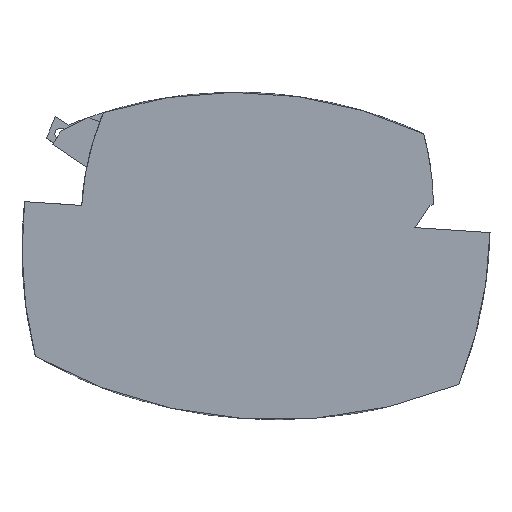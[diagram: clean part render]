
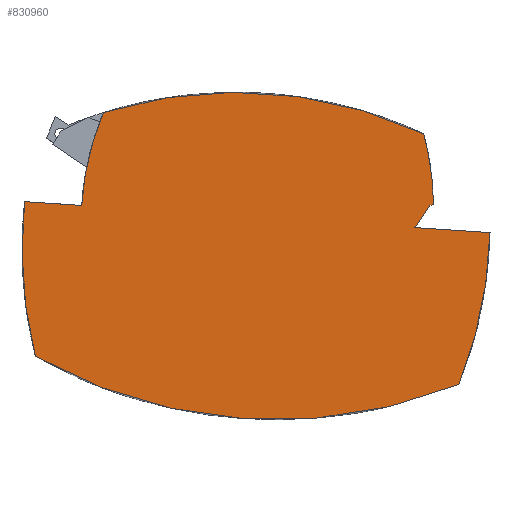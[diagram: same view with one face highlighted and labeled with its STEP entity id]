
A CAD part, left-side view. The second image highlights one B-rep face of the part: STEP entity #830960.
In plain terms, the highlighted face is planar.
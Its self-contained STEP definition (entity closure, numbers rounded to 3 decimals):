
#126070=CARTESIAN_POINT('',(64.15,-26.639,-24.45));
#126080=VERTEX_POINT('',#126070);
#126110=CARTESIAN_POINT('',(27.386,50.,-24.45));
#126120=DIRECTION('',(0.,0.,1.));
#126130=DIRECTION('',(1.,0.,0.));
#126140=AXIS2_PLACEMENT_3D('',#126110,#126120,#126130);
#126150=CIRCLE('',#126140,85.);
#126160=CARTESIAN_POINT('',(-9.377,-26.639,-24.45));
#126170=VERTEX_POINT('',#126160);
#126180=EDGE_CURVE('',#126170,#126080,#126150,.T.);
#155960=CARTESIAN_POINT('',(-0.408,16.316,-24.45))
;
#155970=VERTEX_POINT('',#155960);
#156000=CARTESIAN_POINT('',(27.386,-55.6,-24.45));
#156010=DIRECTION('',(0.,0.,-1.));
#156020=DIRECTION('',(1.,0.,0.));
#156030=AXIS2_PLACEMENT_3D('',#156000,#156010,#156020);
#156040=CIRCLE('',#156030,77.1);
#156050=CARTESIAN_POINT('',(55.181,16.316,-24.45));
#156060=VERTEX_POINT('',#156050);
#156070=EDGE_CURVE('',#155970,#156060,#156040,.T.);
#163580=CARTESIAN_POINT('',(57.886,0.,
-24.45));
#163590=VERTEX_POINT('',#163580);
#163620=CARTESIAN_POINT('',(-7.785,0.,
-24.45));
#163630=DIRECTION('',(1.,0.,0.));
#163640=VECTOR('',#163630,1.);
#163650=LINE('',#163620,#163640);
#163660=CARTESIAN_POINT('',(67.799,0.,
-24.45));
#163670=VERTEX_POINT('',#163660);
#163680=EDGE_CURVE('',#163590,#163670,#163650,.T.);
#169030=CARTESIAN_POINT('',(-8.135,-3.166,-24.45))
;
#169040=DIRECTION('',(0.,0.,-1.));
#169050=DIRECTION('',(1.,0.,0.));
#169060=AXIS2_PLACEMENT_3D('',#169030,#169040,#169050);
#169070=CIRCLE('',#169060,76.);
#169080=EDGE_CURVE('',#163670,#126080,#169070,.T.);
#342380=CARTESIAN_POINT('',(-2.945,4.2,-24.45));
#342390=VERTEX_POINT('',#342380);
#342420=CARTESIAN_POINT('',(46.886,0.092,-24.45))
;
#342430=DIRECTION('',(0.,0.,1.));
#342440=DIRECTION('',(1.,0.,0.));
#342450=AXIS2_PLACEMENT_3D('',#342420,#342430,#342440);
#342460=CIRCLE('',#342450,50.);
#342470=EDGE_CURVE('',#155970,#342390,#342460,.T.);
#342800=CARTESIAN_POINT('',(-7.785,5.724,-24.45));
#342810=DIRECTION('',(0.954,-0.3,
0.));
#342820=VECTOR('',#342810,1.);
#342830=LINE('',#342800,#342820);
#342840=CARTESIAN_POINT('',(-2.309,4.,-24.45));
#342850=VERTEX_POINT('',#342840);
#342860=EDGE_CURVE('',#342390,#342850,#342830,.T.);
#343110=CARTESIAN_POINT('',(8.918,-15.447,-24.45));
#343120=DIRECTION('',(0.5,-0.866,0.));
#343130=VECTOR('',#343120,1.);
#343140=LINE('',#343110,#343130);
#343150=CARTESIAN_POINT('',(0.,0.,
-24.45));
#343160=VERTEX_POINT('',#343150);
#343170=EDGE_CURVE('',#342850,#343160,#343140,.T.);
#343460=CARTESIAN_POINT('',(-13.027,0.,
-24.45));
#343470=VERTEX_POINT('',#343460);
#343500=CARTESIAN_POINT('',(-7.785,0.,
-24.45));
#343510=DIRECTION('',(-1.,0.,0.));
#343520=VECTOR('',#343510,1.);
#343530=LINE('',#343500,#343520);
#343540=EDGE_CURVE('',#343160,#343470,#343530,.T.);
#348770=CARTESIAN_POINT('',(62.908,-3.166,-24.45));
#348780=DIRECTION('',(0.,0.,1.));
#348790=DIRECTION('',(1.,0.,0.));
#348800=AXIS2_PLACEMENT_3D('',#348770,#348780,#348790);
#348810=CIRCLE('',#348800,76.);
#348820=EDGE_CURVE('',#343470,#126170,#348810,.T.);
#830730=CARTESIAN_POINT('',(-6.098,-1.516,-24.45))
;
#830740=DIRECTION('',(0.,0.,-1.));
#830750=DIRECTION('',(-0.707,0.707,
0.));
#830760=AXIS2_PLACEMENT_3D('',#830730,#830740,#830750);
#830770=PLANE('',#830760);
#830780=ORIENTED_EDGE('',*,*,#169080,.T.);
#830790=ORIENTED_EDGE('',*,*,#163680,.T.);
#830800=CARTESIAN_POINT('',(7.887,0.092,-24.45))
;
#830810=DIRECTION('',(0.,0.,-1.));
#830820=DIRECTION('',(1.,0.,0.));
#830830=AXIS2_PLACEMENT_3D('',#830800,#830810,#830820);
#830840=CIRCLE('',#830830,50.);
#830850=EDGE_CURVE('',#156060,#163590,#830840,.T.);
#830860=ORIENTED_EDGE('',*,*,#830850,.T.);
#830870=ORIENTED_EDGE('',*,*,#156070,.T.);
#830880=ORIENTED_EDGE('',*,*,#342470,.F.);
#830890=ORIENTED_EDGE('',*,*,#342860,.F.);
#830900=ORIENTED_EDGE('',*,*,#343170,.F.);
#830910=ORIENTED_EDGE('',*,*,#343540,.F.);
#830920=ORIENTED_EDGE('',*,*,#348820,.F.);
#830930=ORIENTED_EDGE('',*,*,#126180,.F.);
#830940=EDGE_LOOP('',(#830930,#830920,#830910,#830900,#830890,#830880,
#830870,#830860,#830790,#830780));
#830950=FACE_OUTER_BOUND('',#830940,.T.);
#830960=ADVANCED_FACE('',(#830950),#830770,.T.);
